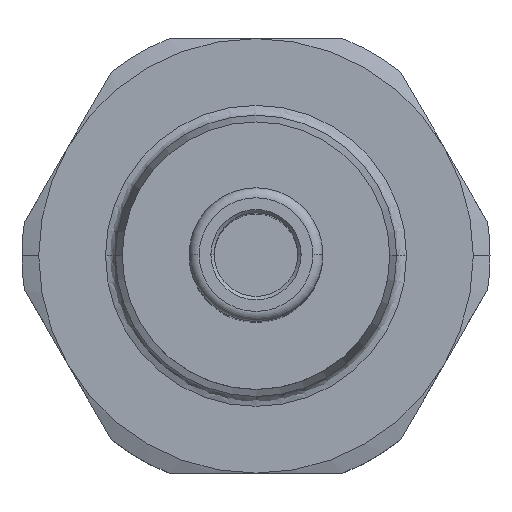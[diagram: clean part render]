
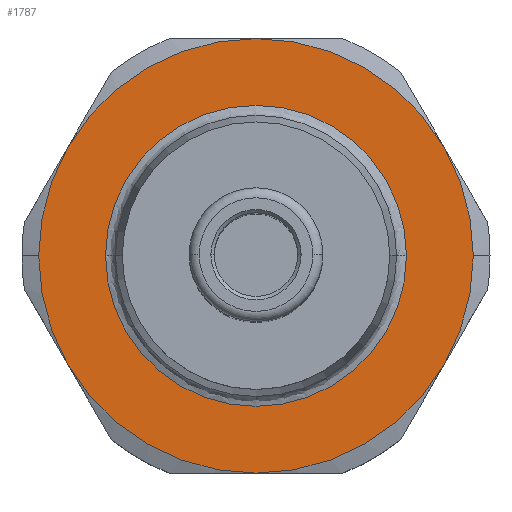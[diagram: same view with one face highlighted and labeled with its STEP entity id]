
A CAD part, top view. The second image highlights one B-rep face of the part: STEP entity #1787.
In plain terms, the highlighted planar face has unit normal (0, 0, 1).
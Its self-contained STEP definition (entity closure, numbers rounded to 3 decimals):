
#505=CARTESIAN_POINT('',(4.501,0.,-14.));
#506=VERTEX_POINT('',#505);
#515=CARTESIAN_POINT('',(-4.501,0.,-14.));
#516=VERTEX_POINT('',#515);
#524=CARTESIAN_POINT('',(0.,0.,-14.));
#525=DIRECTION('',(0.0,0.0,1.0));
#526=DIRECTION('',(-1.0,0.0,0.0));
#527=AXIS2_PLACEMENT_3D('',#524,#525,#526);
#528=CIRCLE('',#527,4.501);
#529=EDGE_CURVE('',#516,#506,#528,.T.);
#794=CARTESIAN_POINT('',(6.5,0.,-14.));
#795=VERTEX_POINT('',#794);
#811=CARTESIAN_POINT('',(5.629,3.25,-14.));
#812=VERTEX_POINT('',#811);
#826=CARTESIAN_POINT('',(0.,0.,-14.));
#827=DIRECTION('',(0.0,0.0,1.0));
#828=DIRECTION('',(1.0,0.0,0.0));
#829=AXIS2_PLACEMENT_3D('',#826,#827,#828);
#830=CIRCLE('',#829,6.5);
#831=EDGE_CURVE('',#795,#812,#830,.T.);
#841=CARTESIAN_POINT('',(-6.5,0.,-14.));
#842=VERTEX_POINT('',#841);
#851=CARTESIAN_POINT('',(-5.629,3.25,-14.));
#852=VERTEX_POINT('',#851);
#853=CARTESIAN_POINT('',(0.,0.,-14.));
#854=DIRECTION('',(0.0,0.0,1.0));
#855=DIRECTION('',(1.0,0.0,0.0));
#856=AXIS2_PLACEMENT_3D('',#853,#854,#855);
#857=CIRCLE('',#856,6.5);
#858=EDGE_CURVE('',#852,#842,#857,.T.);
#1205=CARTESIAN_POINT('',(0.,6.5,-14.));
#1206=VERTEX_POINT('',#1205);
#1220=CARTESIAN_POINT('',(0.,0.,-14.));
#1221=DIRECTION('',(0.0,0.0,1.0));
#1222=DIRECTION('',(1.0,0.0,0.0));
#1223=AXIS2_PLACEMENT_3D('',#1220,#1221,#1222);
#1224=CIRCLE('',#1223,6.5);
#1225=EDGE_CURVE('',#812,#1206,#1224,.T.);
#1292=CARTESIAN_POINT('',(0.,0.,-14.));
#1293=DIRECTION('',(0.0,0.0,1.0));
#1294=DIRECTION('',(1.0,0.0,0.0));
#1295=AXIS2_PLACEMENT_3D('',#1292,#1293,#1294);
#1296=CIRCLE('',#1295,6.5);
#1297=EDGE_CURVE('',#1206,#852,#1296,.T.);
#1310=CARTESIAN_POINT('',(-5.629,-3.25,-14.));
#1311=VERTEX_POINT('',#1310);
#1325=CARTESIAN_POINT('',(0.,0.,-14.));
#1326=DIRECTION('',(0.0,0.0,1.0));
#1327=DIRECTION('',(1.0,0.0,0.0));
#1328=AXIS2_PLACEMENT_3D('',#1325,#1326,#1327);
#1329=CIRCLE('',#1328,6.5);
#1330=EDGE_CURVE('',#842,#1311,#1329,.T.);
#1359=CARTESIAN_POINT('',(0.,-6.5,-14.));
#1360=VERTEX_POINT('',#1359);
#1374=CARTESIAN_POINT('',(0.,0.,-14.));
#1375=DIRECTION('',(0.0,0.0,1.0));
#1376=DIRECTION('',(1.0,0.0,0.0));
#1377=AXIS2_PLACEMENT_3D('',#1374,#1375,#1376);
#1378=CIRCLE('',#1377,6.5);
#1379=EDGE_CURVE('',#1311,#1360,#1378,.T.);
#1421=CARTESIAN_POINT('',(5.629,-3.25,-14.));
#1422=VERTEX_POINT('',#1421);
#1436=CARTESIAN_POINT('',(0.,0.,-14.));
#1437=DIRECTION('',(0.0,0.0,1.0));
#1438=DIRECTION('',(1.0,0.0,0.0));
#1439=AXIS2_PLACEMENT_3D('',#1436,#1437,#1438);
#1440=CIRCLE('',#1439,6.5);
#1441=EDGE_CURVE('',#1360,#1422,#1440,.T.);
#1513=CARTESIAN_POINT('',(0.,0.,-14.));
#1514=DIRECTION('',(0.0,0.0,1.0));
#1515=DIRECTION('',(1.0,0.0,0.0));
#1516=AXIS2_PLACEMENT_3D('',#1513,#1514,#1515);
#1517=CIRCLE('',#1516,6.5);
#1518=EDGE_CURVE('',#1422,#795,#1517,.T.);
#1732=CARTESIAN_POINT('',(0.,0.,-14.));
#1733=DIRECTION('',(0.0,0.0,1.0));
#1734=DIRECTION('',(-1.0,0.0,0.0));
#1735=AXIS2_PLACEMENT_3D('',#1732,#1733,#1734);
#1736=CIRCLE('',#1735,4.501);
#1737=EDGE_CURVE('',#506,#516,#1736,.T.);
#1768=CARTESIAN_POINT('',(0.,0.,-14.));
#1769=DIRECTION('',(0.0,0.0,-1.0));
#1770=DIRECTION('',(-1.0,0.0,0.0));
#1771=AXIS2_PLACEMENT_3D('',#1768,#1769,#1770);
#1772=PLANE('',#1771);
#1773=ORIENTED_EDGE('',*,*,#858,.T.);
#1774=ORIENTED_EDGE('',*,*,#1330,.T.);
#1775=ORIENTED_EDGE('',*,*,#1379,.T.);
#1776=ORIENTED_EDGE('',*,*,#1441,.T.);
#1777=ORIENTED_EDGE('',*,*,#1518,.T.);
#1778=ORIENTED_EDGE('',*,*,#831,.T.);
#1779=ORIENTED_EDGE('',*,*,#1225,.T.);
#1780=ORIENTED_EDGE('',*,*,#1297,.T.);
#1781=EDGE_LOOP('',(#1773,#1774,#1775,#1776,#1777,#1778,#1779,#1780));
#1782=FACE_OUTER_BOUND('',#1781,.T.);
#1783=ORIENTED_EDGE('',*,*,#1737,.F.);
#1784=ORIENTED_EDGE('',*,*,#529,.F.);
#1785=EDGE_LOOP('',(#1783,#1784));
#1786=FACE_BOUND('',#1785,.T.);
#1787=ADVANCED_FACE('',(#1782,#1786),#1772,.F.);
